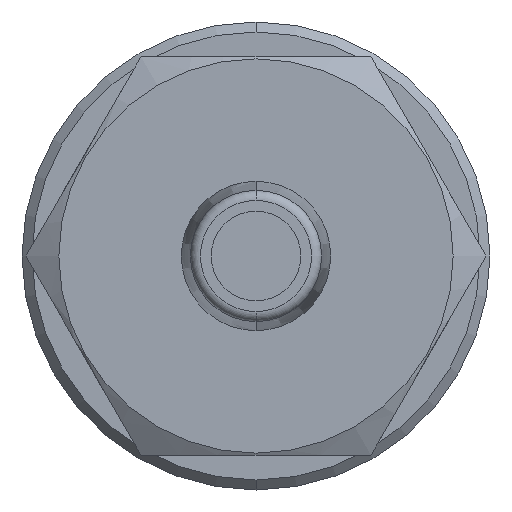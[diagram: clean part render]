
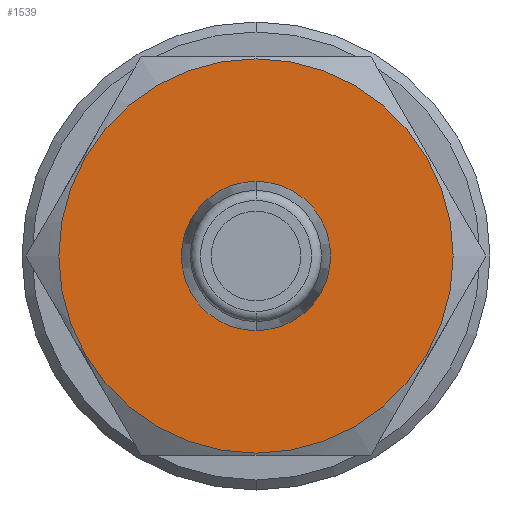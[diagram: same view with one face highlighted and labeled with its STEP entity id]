
A CAD part, front view. The second image highlights one B-rep face of the part: STEP entity #1539.
In plain terms, the highlighted planar face has unit normal (0, -1, 0).
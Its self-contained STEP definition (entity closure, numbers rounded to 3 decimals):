
#33 = CIRCLE ( 'NONE', #50, 9.9 ) ;
#50 = AXIS2_PLACEMENT_3D ( 'NONE', #1199, #1200, #1201 ) ;
#53 = CIRCLE ( 'NONE', #57, 3.75 ) ;
#57 = AXIS2_PLACEMENT_3D ( 'NONE', #1214, #1215, #1216 ) ;
#74 = VERTEX_POINT ( 'NONE', #2190 ) ;
#80 = ORIENTED_EDGE ( 'NONE', *, *, #1575, .F. ) ;
#91 = VERTEX_POINT ( 'NONE', #2200 ) ;
#128 = ORIENTED_EDGE ( 'NONE', *, *, #1375, .T. ) ;
#209 = ORIENTED_EDGE ( 'NONE', *, *, #1407, .F. ) ;
#224 = VERTEX_POINT ( 'NONE', #956 ) ;
#233 = ORIENTED_EDGE ( 'NONE', *, *, #1571, .T. ) ;
#248 = VERTEX_POINT ( 'NONE', #593 ) ;
#269 = FACE_OUTER_BOUND ( 'NONE', #2086, .T. ) ;
#288 = FACE_BOUND ( 'NONE', #2148, .T. ) ;
#325 = AXIS2_PLACEMENT_3D ( 'NONE', #664, #663, #662 ) ;
#326 = CIRCLE ( 'NONE', #325, 3.75 ) ;
#360 = AXIS2_PLACEMENT_3D ( 'NONE', #949, #754, #776 ) ;
#362 = CIRCLE ( 'NONE', #360, 9.9 ) ;
#593 = CARTESIAN_POINT ( 'NONE',  ( 0., -17.5, -3.75 ) ) ;
#662 = DIRECTION ( 'NONE',  ( 0., 0., -1. ) ) ;
#663 = DIRECTION ( 'NONE',  ( 0., -1., 0. ) ) ;
#664 = CARTESIAN_POINT ( 'NONE',  ( 0., -17.5, 0. ) ) ;
#754 = DIRECTION ( 'NONE',  ( 0., -1., 0. ) ) ;
#776 = DIRECTION ( 'NONE',  ( 0., 0., -1. ) ) ;
#949 = CARTESIAN_POINT ( 'NONE',  ( 0., -17.5, 0. ) ) ;
#956 = CARTESIAN_POINT ( 'NONE',  ( 0., -17.5, 3.75 ) ) ;
#1199 = CARTESIAN_POINT ( 'NONE',  ( 0., -17.5, 0. ) ) ;
#1200 = DIRECTION ( 'NONE',  ( 0., -1., 0. ) ) ;
#1201 = DIRECTION ( 'NONE',  ( 0., 0., -1. ) ) ;
#1214 = CARTESIAN_POINT ( 'NONE',  ( 0., -17.5, 0. ) ) ;
#1215 = DIRECTION ( 'NONE',  ( 0., -1., 0. ) ) ;
#1216 = DIRECTION ( 'NONE',  ( 0., 0., -1. ) ) ;
#1317 = AXIS2_PLACEMENT_3D ( 'NONE', #1835, #1826, #1814 ) ;
#1375 = EDGE_CURVE ( 'NONE', #91, #74, #362, .T. ) ;
#1407 = EDGE_CURVE ( 'NONE', #224, #248, #326, .T. ) ;
#1539 = ADVANCED_FACE ( 'NONE', ( #269, #288 ), #1863, .T. ) ;
#1571 = EDGE_CURVE ( 'NONE', #74, #91, #33, .T. ) ;
#1575 = EDGE_CURVE ( 'NONE', #248, #224, #53, .T. ) ;
#1814 = DIRECTION ( 'NONE',  ( 0., 0., -1. ) ) ;
#1826 = DIRECTION ( 'NONE',  ( 0., -1., 0. ) ) ;
#1835 = CARTESIAN_POINT ( 'NONE',  ( 3.75, -17.5, 0. ) ) ;
#1863 = PLANE ( 'NONE',  #1317 ) ;
#2086 = EDGE_LOOP ( 'NONE', ( #233, #128 ) ) ;
#2148 = EDGE_LOOP ( 'NONE', ( #80, #209 ) ) ;
#2190 = CARTESIAN_POINT ( 'NONE',  ( 0., -17.5, 9.9 ) ) ;
#2200 = CARTESIAN_POINT ( 'NONE',  ( 0., -17.5, -9.9 ) ) ;
